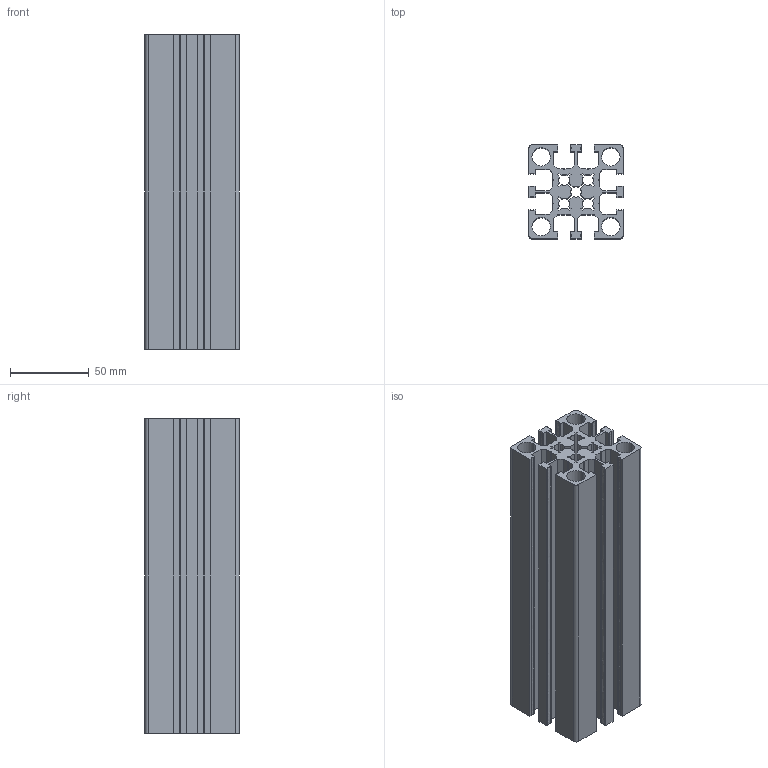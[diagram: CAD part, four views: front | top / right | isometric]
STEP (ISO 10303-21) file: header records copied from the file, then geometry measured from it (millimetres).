
FILE_DESCRIPTION (( 'STEP AP203' ), '1' );
FILE_NAME ('007648 REF 6060.STEP', '2015-12-01T11:52:56', ( '' ), ( '' ), 'SwSTEP 2.0', 'SolidWorks 2015', '' );
FILE_SCHEMA (( 'CONFIG_CONTROL_DESIGN' ));
Length unit declared in the file: millimetre
Products named in the file (1): 007648 REF 6060
Bounding box: 60 x 60 x 200 mm (x, y, z)
Volume: 297492.3 mm3; surface area: 178092.9 mm2
Topology: 1 solids, 1 shells, 233 faces, 693 edges, 462 vertices
Faces by surface type: plane 154, cylinder 63, bspline 16
Entity records: 7982 total; most frequent: CARTESIAN_POINT 1661, ORIENTED_EDGE 1386, DIRECTION 1223, EDGE_CURVE 693, VECTOR 535, LINE 535, VERTEX_POINT 462, AXIS2_PLACEMENT_3D 344
